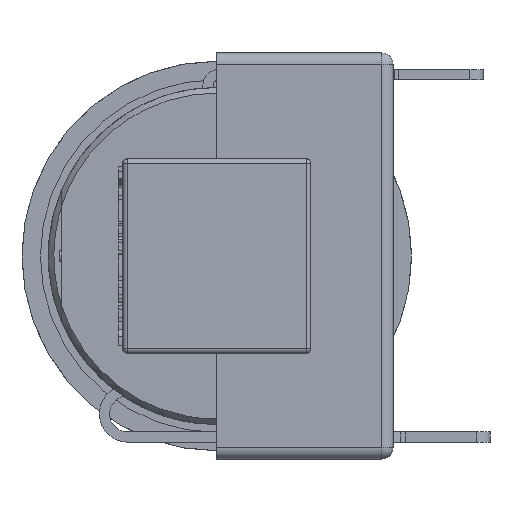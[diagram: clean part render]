
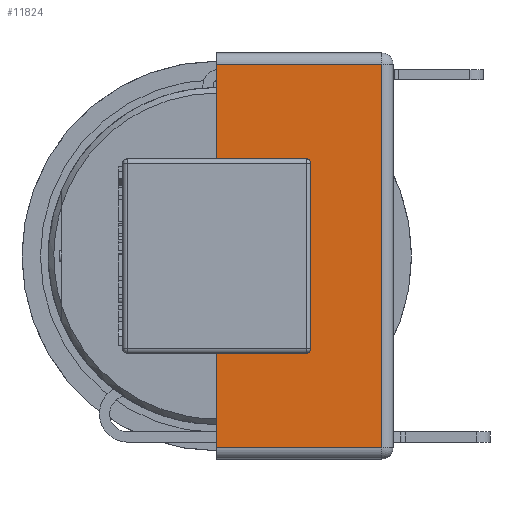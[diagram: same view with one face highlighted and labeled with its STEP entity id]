
A CAD part, left-side view. The second image highlights one B-rep face of the part: STEP entity #11824.
In plain terms, the highlighted planar face has unit normal (-1, 0, 0).
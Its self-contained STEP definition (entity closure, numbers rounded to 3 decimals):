
#295=PLANE('',#12579);
#728=FACE_OUTER_BOUND('',#1372,.T.);
#1372=EDGE_LOOP('',(#8651,#8652,#8653,#8654,#8655,#8656,#8657,#8658,#8659,
#8660,#8661,#8662));
#1927=CIRCLE('',#12580,0.2);
#1928=CIRCLE('',#12581,0.2);
#2395=LINE('',#17200,#3561);
#2398=LINE('',#17214,#3564);
#2400=LINE('',#17219,#3566);
#2418=LINE('',#17531,#3584);
#2460=LINE('',#17612,#3626);
#2771=LINE('',#28029,#3937);
#2772=LINE('',#28035,#3938);
#2773=LINE('',#28038,#3939);
#2774=LINE('',#28040,#3940);
#2775=LINE('',#28041,#3941);
#3561=VECTOR('',#13310,4.015);
#3564=VECTOR('',#13315,2.95);
#3566=VECTOR('',#13319,2.95);
#3584=VECTOR('',#13357,1.3);
#3626=VECTOR('',#13401,1.3);
#3937=VECTOR('',#14248,7.4);
#3938=VECTOR('',#14255,8.3);
#3939=VECTOR('',#14258,4.015);
#3940=VECTOR('',#14259,7.4);
#3941=VECTOR('',#14260,17.2);
#4742=VERTEX_POINT('',#17197);
#4743=VERTEX_POINT('',#17199);
#4746=VERTEX_POINT('',#17206);
#4747=VERTEX_POINT('',#17213);
#4749=VERTEX_POINT('',#17218);
#4779=VERTEX_POINT('',#17529);
#4817=VERTEX_POINT('',#17611);
#5150=VERTEX_POINT('',#28028);
#5151=VERTEX_POINT('',#28032);
#5152=VERTEX_POINT('',#28034);
#5153=VERTEX_POINT('',#28036);
#5154=VERTEX_POINT('',#28039);
#5839=EDGE_CURVE('',#4743,#4742,#2395,.T.);
#5843=EDGE_CURVE('',#4747,#4746,#2398,.T.);
#5846=EDGE_CURVE('',#4749,#4743,#2400,.T.);
#5882=EDGE_CURVE('',#4746,#4779,#2418,.T.);
#5924=EDGE_CURVE('',#4817,#4749,#2460,.T.);
#6445=EDGE_CURVE('',#5150,#4817,#2771,.T.);
#6447=EDGE_CURVE('',#4742,#5151,#1927,.T.);
#6448=EDGE_CURVE('',#5151,#5152,#2772,.T.);
#6449=EDGE_CURVE('',#5152,#5153,#1928,.T.);
#6450=EDGE_CURVE('',#4747,#5153,#2773,.T.);
#6451=EDGE_CURVE('',#5154,#4779,#2774,.T.);
#6452=EDGE_CURVE('',#5150,#5154,#2775,.T.);
#8651=ORIENTED_EDGE('',*,*,#6445,.T.);
#8652=ORIENTED_EDGE('',*,*,#5924,.T.);
#8653=ORIENTED_EDGE('',*,*,#5846,.T.);
#8654=ORIENTED_EDGE('',*,*,#5839,.T.);
#8655=ORIENTED_EDGE('',*,*,#6447,.T.);
#8656=ORIENTED_EDGE('',*,*,#6448,.T.);
#8657=ORIENTED_EDGE('',*,*,#6449,.T.);
#8658=ORIENTED_EDGE('',*,*,#6450,.F.);
#8659=ORIENTED_EDGE('',*,*,#5843,.T.);
#8660=ORIENTED_EDGE('',*,*,#5882,.T.);
#8661=ORIENTED_EDGE('',*,*,#6451,.F.);
#8662=ORIENTED_EDGE('',*,*,#6452,.F.);
#11824=ADVANCED_FACE('',(#728),#295,.T.);
#12579=AXIS2_PLACEMENT_3D('',#28031,#14251,#14252);
#12580=AXIS2_PLACEMENT_3D('',#28033,#14253,#14254);
#12581=AXIS2_PLACEMENT_3D('',#28037,#14256,#14257);
#13310=DIRECTION('',(0.,-1.,0.));
#13315=DIRECTION('',(0.,0.,-1.));
#13319=DIRECTION('',(0.,0.,-1.));
#13357=DIRECTION('',(0.,0.,-1.));
#13401=DIRECTION('',(0.,0.,-1.));
#14248=DIRECTION('',(0.,1.,0.));
#14251=DIRECTION('center_axis',(-1.,0.,0.));
#14252=DIRECTION('ref_axis',(0.,0.,-1.));
#14253=DIRECTION('center_axis',(1.,0.,0.));
#14254=DIRECTION('ref_axis',(0.,0.,1.));
#14255=DIRECTION('',(0.,0.,-1.));
#14256=DIRECTION('center_axis',(1.,0.,0.));
#14257=DIRECTION('ref_axis',(0.,-1.,0.));
#14258=DIRECTION('',(0.,-1.,0.));
#14259=DIRECTION('',(0.,1.,0.));
#14260=DIRECTION('',(0.,0.,-1.));
#17197=CARTESIAN_POINT('',(-21.,-4.015,4.35));
#17199=CARTESIAN_POINT('',(-21.,0.,4.35));
#17200=CARTESIAN_POINT('',(-21.,0.,4.35));
#17206=CARTESIAN_POINT('',(-21.,0.,-7.3));
#17213=CARTESIAN_POINT('',(-21.,0.,-4.35));
#17214=CARTESIAN_POINT('',(-21.,0.,-4.35));
#17218=CARTESIAN_POINT('',(-21.,0.,7.3));
#17219=CARTESIAN_POINT('',(-21.,0.,7.3));
#17529=CARTESIAN_POINT('',(-21.,0.,-8.6));
#17531=CARTESIAN_POINT('',(-21.,0.,-7.3));
#17611=CARTESIAN_POINT('',(-21.,0.,8.6));
#17612=CARTESIAN_POINT('',(-21.,0.,8.6));
#28028=CARTESIAN_POINT('',(-21.,-7.4,8.6));
#28029=CARTESIAN_POINT('',(-21.,-7.4,8.6));
#28031=CARTESIAN_POINT('Origin',(-21.,0.,9.1));
#28032=CARTESIAN_POINT('',(-21.,-4.215,4.15));
#28033=CARTESIAN_POINT('Origin',(-21.,-4.015,4.15));
#28034=CARTESIAN_POINT('',(-21.,-4.215,-4.15));
#28035=CARTESIAN_POINT('',(-21.,-4.215,4.15));
#28036=CARTESIAN_POINT('',(-21.,-4.015,-4.35));
#28037=CARTESIAN_POINT('Origin',(-21.,-4.015,-4.15));
#28038=CARTESIAN_POINT('',(-21.,0.,-4.35));
#28039=CARTESIAN_POINT('',(-21.,-7.4,-8.6));
#28040=CARTESIAN_POINT('',(-21.,-7.4,-8.6));
#28041=CARTESIAN_POINT('',(-21.,-7.4,8.6));
